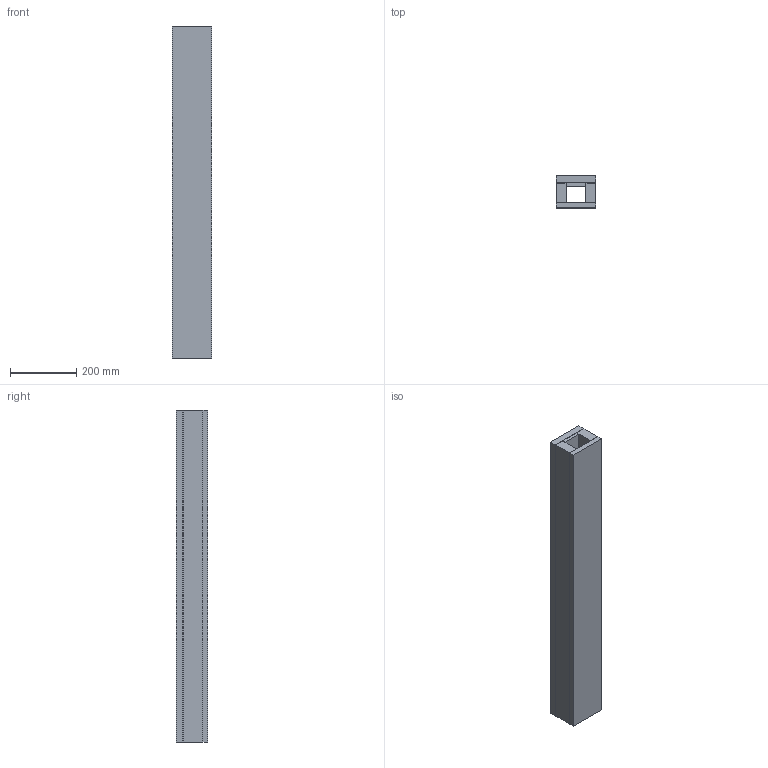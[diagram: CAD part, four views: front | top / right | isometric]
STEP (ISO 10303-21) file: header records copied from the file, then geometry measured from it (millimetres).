
FILE_DESCRIPTION (( 'STEP AP214' ), '1' );
FILE_NAME ('7215150.stp', '2020-09-22T06:36:02', ( '' ), ( '' ), 'SwSTEP 2.0', 'SolidWorks 2020', '' );
FILE_SCHEMA (( 'AUTOMOTIVE_DESIGN' ));
Length unit declared in the file: millimetre
Products named in the file (7): Brandschutzkanal base_50x60; Brandschutzdeckel_50x60; Brandschutzkanal_50x60; 7215150; Brandschutzkanal side; Brandschutzdeckel bottom_50x60; Brandschutzdeckel top_50x60
Assembly tree (7 placements, depth 3):
  7215150
    Brandschutzkanal_50x60
      Brandschutzkanal base_50x60
      Brandschutzkanal side  x2
    Brandschutzdeckel_50x60
      Brandschutzdeckel bottom_50x60
      Brandschutzdeckel top_50x60
Bounding box: 120 x 96 x 1000 mm (x, y, z)
Volume: 8260000 mm3; surface area: 1054520 mm2
Topology: 5 solids, 5 shells, 30 faces, 60 edges, 40 vertices
Faces by surface type: plane 30
Entity records: 1134 total; most frequent: DIRECTION 120, CARTESIAN_POINT 116, ORIENTED_EDGE 96, EDGE_CURVE 48, VECTOR 48, LINE 48, UNCERTAINTY_MEASURE_WITH_UNIT 39, AXIS2_PLACEMENT_3D 36
